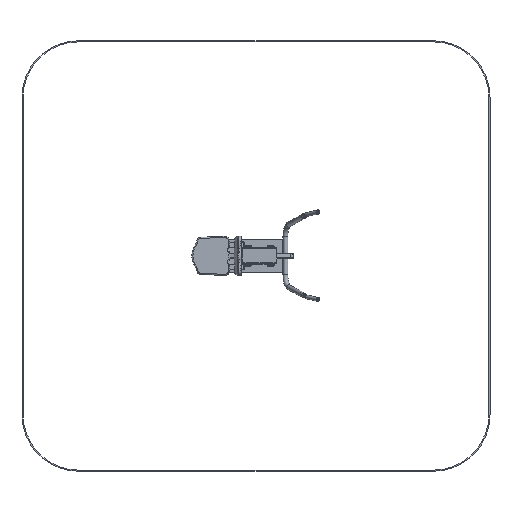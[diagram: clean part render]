
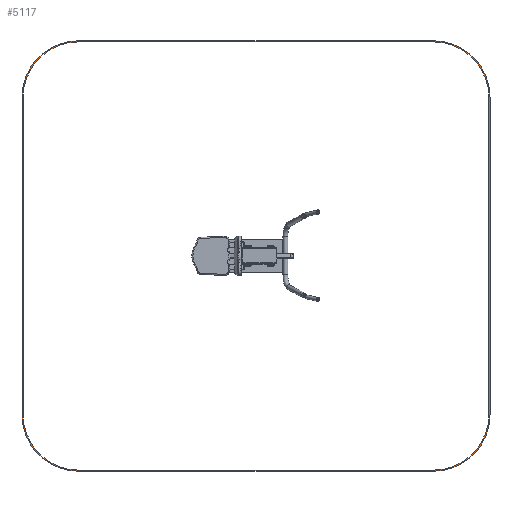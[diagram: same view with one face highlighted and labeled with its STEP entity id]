
A CAD part, top view. The second image highlights one B-rep face of the part: STEP entity #5117.
In plain terms, the highlighted planar face has unit normal (0, 0, 1).
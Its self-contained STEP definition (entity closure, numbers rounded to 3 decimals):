
#5117=ADVANCED_FACE('',(#6854,#6856),#6858,.F.);
#6854=FACE_BOUND('',#6855,.T.);
#6855=EDGE_LOOP('',(#11372,#11373,#11374,#11375,#11376,#11377,#11378,#11379));
#6856=FACE_BOUND('',#6857,.T.);
#6857=EDGE_LOOP('',(#11380,#11381,#11382,#11383,#11384,#11385,#11386,#11387));
#6858=PLANE('',#6859);
#6859=AXIS2_PLACEMENT_3D('',#6860,#6861,#6862);
#6860=CARTESIAN_POINT('',(0.,0.,-8.));
#6861=DIRECTION('',(0.,0.,-1.));
#6862=DIRECTION('',(1.,0.,0.));
#11372=ORIENTED_EDGE('',*,*,#13769,.F.);
#11373=ORIENTED_EDGE('',*,*,#13766,.F.);
#11374=ORIENTED_EDGE('',*,*,#13763,.F.);
#11375=ORIENTED_EDGE('',*,*,#13760,.F.);
#11376=ORIENTED_EDGE('',*,*,#13757,.F.);
#11377=ORIENTED_EDGE('',*,*,#13754,.F.);
#11378=ORIENTED_EDGE('',*,*,#13751,.F.);
#11379=ORIENTED_EDGE('',*,*,#13747,.F.);
#11380=ORIENTED_EDGE('',*,*,#13793,.F.);
#11381=ORIENTED_EDGE('',*,*,#13790,.F.);
#11382=ORIENTED_EDGE('',*,*,#13787,.F.);
#11383=ORIENTED_EDGE('',*,*,#13784,.F.);
#11384=ORIENTED_EDGE('',*,*,#13781,.F.);
#11385=ORIENTED_EDGE('',*,*,#13778,.F.);
#11386=ORIENTED_EDGE('',*,*,#13775,.F.);
#11387=ORIENTED_EDGE('',*,*,#13771,.F.);
#13747=EDGE_CURVE('',#14957,#14958,#14959,.T.);
#13751=EDGE_CURVE('',#14958,#14965,#14966,.T.);
#13754=EDGE_CURVE('',#14965,#14970,#14971,.T.);
#13757=EDGE_CURVE('',#14970,#14975,#14976,.T.);
#13760=EDGE_CURVE('',#14975,#14980,#14981,.T.);
#13763=EDGE_CURVE('',#14980,#14985,#14986,.T.);
#13766=EDGE_CURVE('',#14985,#14990,#14991,.T.);
#13769=EDGE_CURVE('',#14990,#14957,#14995,.T.);
#13771=EDGE_CURVE('',#14997,#14998,#14999,.T.);
#13775=EDGE_CURVE('',#14998,#15005,#15006,.T.);
#13778=EDGE_CURVE('',#15005,#15010,#15011,.T.);
#13781=EDGE_CURVE('',#15010,#15015,#15016,.T.);
#13784=EDGE_CURVE('',#15015,#15020,#15021,.T.);
#13787=EDGE_CURVE('',#15020,#15025,#15026,.T.);
#13790=EDGE_CURVE('',#15025,#15030,#15031,.T.);
#13793=EDGE_CURVE('',#15030,#14997,#15035,.T.);
#14957=VERTEX_POINT('',#17010);
#14958=VERTEX_POINT('',#17011);
#14959=CIRCLE('',#17012,500.);
#14965=VERTEX_POINT('',#17028);
#14966=LINE('',#17029,#17030);
#14970=VERTEX_POINT('',#17039);
#14971=CIRCLE('',#17040,500.);
#14975=VERTEX_POINT('',#17052);
#14976=LINE('',#17053,#17054);
#14980=VERTEX_POINT('',#17063);
#14981=CIRCLE('',#17064,500.);
#14985=VERTEX_POINT('',#17076);
#14986=LINE('',#17077,#17078);
#14990=VERTEX_POINT('',#17087);
#14991=CIRCLE('',#17088,500.);
#14995=LINE('',#17100,#17101);
#14997=VERTEX_POINT('',#17106);
#14998=VERTEX_POINT('',#17107);
#14999=LINE('',#17108,#17109);
#15005=VERTEX_POINT('',#17122);
#15006=CIRCLE('',#17123,490.);
#15010=VERTEX_POINT('',#17135);
#15011=LINE('',#17136,#17137);
#15015=VERTEX_POINT('',#17146);
#15016=CIRCLE('',#17147,490.);
#15020=VERTEX_POINT('',#17159);
#15021=LINE('',#17160,#17161);
#15025=VERTEX_POINT('',#17170);
#15026=CIRCLE('',#17171,490.);
#15030=VERTEX_POINT('',#17183);
#15031=LINE('',#17184,#17185);
#15035=CIRCLE('',#17194,490.);
#17010=CARTESIAN_POINT('',(1385.212,2207.142,-8.));
#17011=CARTESIAN_POINT('',(1885.212,1707.142,-8.));
#17012=AXIS2_PLACEMENT_3D('',#17013,#17014,#17015);
#17013=CARTESIAN_POINT('',(1385.212,1707.142,-8.));
#17014=DIRECTION('',(0.,0.,-1.));
#17015=DIRECTION('',(0.,1.,0.));
#17028=CARTESIAN_POINT('',(1885.212,-1099.858,-8.));
#17029=CARTESIAN_POINT('',(1885.212,1707.142,-8.));
#17030=VECTOR('',#17031,1.);
#17031=DIRECTION('',(0.,-1.,0.));
#17039=CARTESIAN_POINT('',(1385.212,-1599.858,-8.));
#17040=AXIS2_PLACEMENT_3D('',#17041,#17042,#17043);
#17041=CARTESIAN_POINT('',(1385.212,-1099.858,-8.));
#17042=DIRECTION('',(0.,0.,-1.));
#17043=DIRECTION('',(1.,0.,0.));
#17052=CARTESIAN_POINT('',(-1753.,-1599.858,-8.));
#17053=CARTESIAN_POINT('',(1385.212,-1599.858,-8.));
#17054=VECTOR('',#17055,1.);
#17055=DIRECTION('',(-1.,0.,0.));
#17063=CARTESIAN_POINT('',(-2253.,-1099.858,-8.));
#17064=AXIS2_PLACEMENT_3D('',#17065,#17066,#17067);
#17065=CARTESIAN_POINT('',(-1753.,-1099.858,-8.));
#17066=DIRECTION('',(0.,0.,-1.));
#17067=DIRECTION('',(0.,-1.,0.));
#17076=CARTESIAN_POINT('',(-2253.,1707.142,-8.));
#17077=CARTESIAN_POINT('',(-2253.,-1099.858,-8.));
#17078=VECTOR('',#17079,1.);
#17079=DIRECTION('',(0.,1.,0.));
#17087=CARTESIAN_POINT('',(-1753.,2207.142,-8.));
#17088=AXIS2_PLACEMENT_3D('',#17089,#17090,#17091);
#17089=CARTESIAN_POINT('',(-1753.,1707.142,-8.));
#17090=DIRECTION('',(0.,0.,-1.));
#17091=DIRECTION('',(-1.,0.,0.));
#17100=CARTESIAN_POINT('',(-1753.,2207.142,-8.));
#17101=VECTOR('',#17102,1.);
#17102=DIRECTION('',(1.,0.,0.));
#17106=CARTESIAN_POINT('',(1385.212,2197.142,-8.));
#17107=CARTESIAN_POINT('',(-1753.,2197.142,-8.));
#17108=CARTESIAN_POINT('',(1385.212,2197.142,-8.));
#17109=VECTOR('',#17110,1.);
#17110=DIRECTION('',(-1.,0.,0.));
#17122=CARTESIAN_POINT('',(-2243.,1707.142,-8.));
#17123=AXIS2_PLACEMENT_3D('',#17124,#17125,#17126);
#17124=CARTESIAN_POINT('',(-1753.,1707.142,-8.));
#17125=DIRECTION('',(0.,0.,1.));
#17126=DIRECTION('',(0.,1.,0.));
#17135=CARTESIAN_POINT('',(-2243.,-1099.858,-8.));
#17136=CARTESIAN_POINT('',(-2243.,1707.142,-8.));
#17137=VECTOR('',#17138,1.);
#17138=DIRECTION('',(0.,-1.,0.));
#17146=CARTESIAN_POINT('',(-1753.,-1589.858,-8.));
#17147=AXIS2_PLACEMENT_3D('',#17148,#17149,#17150);
#17148=CARTESIAN_POINT('',(-1753.,-1099.858,-8.));
#17149=DIRECTION('',(0.,0.,1.));
#17150=DIRECTION('',(-1.,0.,0.));
#17159=CARTESIAN_POINT('',(1385.212,-1589.858,-8.));
#17160=CARTESIAN_POINT('',(-1753.,-1589.858,-8.));
#17161=VECTOR('',#17162,1.);
#17162=DIRECTION('',(1.,0.,0.));
#17170=CARTESIAN_POINT('',(1875.212,-1099.858,-8.));
#17171=AXIS2_PLACEMENT_3D('',#17172,#17173,#17174);
#17172=CARTESIAN_POINT('',(1385.212,-1099.858,-8.));
#17173=DIRECTION('',(0.,0.,1.));
#17174=DIRECTION('',(0.,-1.,0.));
#17183=CARTESIAN_POINT('',(1875.212,1707.142,-8.));
#17184=CARTESIAN_POINT('',(1875.212,-1099.858,-8.));
#17185=VECTOR('',#17186,1.);
#17186=DIRECTION('',(0.,1.,0.));
#17194=AXIS2_PLACEMENT_3D('',#17195,#17196,#17197);
#17195=CARTESIAN_POINT('',(1385.212,1707.142,-8.));
#17196=DIRECTION('',(0.,0.,1.));
#17197=DIRECTION('',(1.,0.,0.));
